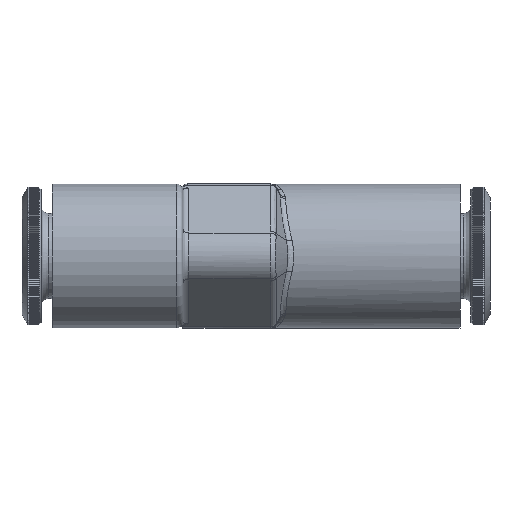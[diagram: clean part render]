
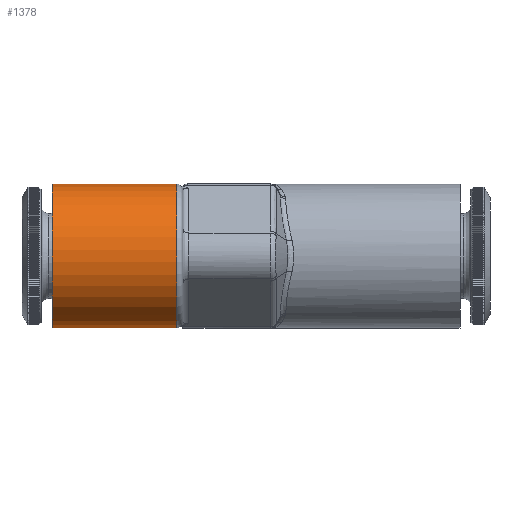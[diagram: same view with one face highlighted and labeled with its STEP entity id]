
A CAD part, left-side view. The second image highlights one B-rep face of the part: STEP entity #1378.
In plain terms, the highlighted cylindrical face has radius 6 mm (diameter 12 mm), a partial arc.
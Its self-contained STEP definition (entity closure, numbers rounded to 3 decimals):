
#483=CARTESIAN_POINT('',(-4.568,25.577,5.759));
#484=VERTEX_POINT('',#483);
#513=CARTESIAN_POINT('',(-4.267,25.723,5.663));
#514=VERTEX_POINT('',#513);
#521=CARTESIAN_POINT('',(-4.568,25.577,5.759));
#522=CARTESIAN_POINT('',(-4.511,25.636,5.743));
#523=CARTESIAN_POINT('',(-4.442,25.677,5.722));
#524=CARTESIAN_POINT('',(-4.364,25.701,5.696));
#525=CARTESIAN_POINT('',(-4.332,25.711,5.685));
#526=CARTESIAN_POINT('',(-4.299,25.719,5.674));
#527=CARTESIAN_POINT('',(-4.267,25.723,5.663));
#528=B_SPLINE_CURVE_WITH_KNOTS('',3,(#521,#522,#523,#524,#525,#526,#527),.UNSPECIFIED.,.F.,.U.,(4,3,4),(0.032,0.056,0.066),.UNSPECIFIED.);
#529=EDGE_CURVE('',#484,#514,#528,.T.);
#1248=CARTESIAN_POINT('',(-4.649,25.679,5.782));
#1249=VERTEX_POINT('',#1248);
#1250=CARTESIAN_POINT('',(-5.793,26.1,5.983));
#1251=VERTEX_POINT('',#1250);
#1252=CARTESIAN_POINT('',(-4.649,25.679,5.782));
#1253=CARTESIAN_POINT('',(-4.709,25.745,5.799));
#1254=CARTESIAN_POINT('',(-4.826,25.844,5.83));
#1255=CARTESIAN_POINT('',(-5.02,25.951,5.873));
#1256=CARTESIAN_POINT('',(-5.185,26.014,5.905));
#1257=CARTESIAN_POINT('',(-5.373,26.063,5.937));
#1258=CARTESIAN_POINT('',(-5.519,26.085,5.956));
#1259=CARTESIAN_POINT('',(-5.667,26.097,5.972));
#1260=CARTESIAN_POINT('',(-5.737,26.1,5.978));
#1261=CARTESIAN_POINT('',(-5.79,26.1,5.982));
#1262=CARTESIAN_POINT('',(-5.794,26.1,5.983));
#1263=B_SPLINE_CURVE_WITH_KNOTS('',3,(#1252,#1253,#1254,#1255,#1256,#1257,#1258,#1259,#1260,#1261,#1262),.UNSPECIFIED.,.F.,.U.,(4,1,1,1,1,1,1,1,4),(0.116,0.142,0.16,0.178,0.192,0.215,0.219,0.233,0.234),.UNSPECIFIED.);
#1264=EDGE_CURVE('',#1249,#1251,#1263,.T.);
#1295=CARTESIAN_POINT('',(-4.568,25.577,5.759));
#1296=CARTESIAN_POINT('',(-4.573,25.585,5.761));
#1297=CARTESIAN_POINT('',(-4.598,25.62,5.768));
#1298=CARTESIAN_POINT('',(-4.626,25.654,5.776));
#1299=CARTESIAN_POINT('',(-4.649,25.679,5.782));
#1300=B_SPLINE_CURVE_WITH_KNOTS('',3,(#1295,#1296,#1297,#1298,#1299),.UNSPECIFIED.,.F.,.U.,(4,1,4),(0.103,0.106,0.116),.UNSPECIFIED.);
#1301=EDGE_CURVE('',#484,#1249,#1300,.T.);
#1306=CARTESIAN_POINT('',(-6.25,31.05,0.0));
#1307=DIRECTION('',(0.,1.0,0.0));
#1308=DIRECTION('',(-1.0,0.0,0.0));
#1309=AXIS2_PLACEMENT_3D('',#1306,#1307,#1308);
#1310=CYLINDRICAL_SURFACE('',#1309,6.);
#1311=CARTESIAN_POINT('',(-5.793,26.1,-5.983));
#1312=VERTEX_POINT('',#1311);
#1313=CARTESIAN_POINT('',(-4.649,25.679,-5.782));
#1314=VERTEX_POINT('',#1313);
#1315=CARTESIAN_POINT('',(-5.793,26.1,-5.983));
#1316=CARTESIAN_POINT('',(-5.623,26.1,-5.97));
#1317=CARTESIAN_POINT('',(-5.452,26.082,-5.949));
#1318=CARTESIAN_POINT('',(-5.289,26.041,-5.923));
#1319=CARTESIAN_POINT('',(-5.043,25.978,-5.883));
#1320=CARTESIAN_POINT('',(-4.812,25.859,-5.828));
#1321=CARTESIAN_POINT('',(-4.649,25.679,-5.782));
#1322=B_SPLINE_CURVE_WITH_KNOTS('',3,(#1315,#1316,#1317,#1318,#1319,#1320,#1321),.UNSPECIFIED.,.F.,.U.,(4,3,4),(-0.234,-0.187,-0.116),.UNSPECIFIED.);
#1323=EDGE_CURVE('',#1312,#1314,#1322,.T.);
#1324=ORIENTED_EDGE('',*,*,#1323,.F.);
#1325=CARTESIAN_POINT('',(-6.25,26.1,0.0));
#1326=DIRECTION('',(0.0,-1.0,0.0));
#1327=DIRECTION('',(-1.0,0.0,0.0));
#1328=AXIS2_PLACEMENT_3D('',#1325,#1326,#1327);
#1329=CIRCLE('',#1328,6.);
#1330=EDGE_CURVE('',#1251,#1312,#1329,.T.);
#1331=ORIENTED_EDGE('',*,*,#1330,.F.);
#1332=ORIENTED_EDGE('',*,*,#1264,.F.);
#1333=ORIENTED_EDGE('',*,*,#1301,.F.);
#1334=ORIENTED_EDGE('',*,*,#529,.T.);
#1335=CARTESIAN_POINT('',(-2.053,26.223,4.288));
#1336=VERTEX_POINT('',#1335);
#1337=CARTESIAN_POINT('',(-6.25,27.784,0.0));
#1338=DIRECTION('',(0.,0.94,0.342));
#1339=DIRECTION('',(0.,-0.342,0.94));
#1340=AXIS2_PLACEMENT_3D('',#1337,#1338,#1339);
#1341=ELLIPSE('',#1340,6.385,6.);
#1342=EDGE_CURVE('',#514,#1336,#1341,.T.);
#1343=ORIENTED_EDGE('',*,*,#1342,.T.);
#1344=CARTESIAN_POINT('',(-2.053,36.5,4.288));
#1345=VERTEX_POINT('',#1344);
#1346=CARTESIAN_POINT('',(-2.053,36.5,4.288));
#1347=DIRECTION('',(0.0,-1.0,0.0));
#1348=VECTOR('',#1347,10.277);
#1349=LINE('',#1346,#1348);
#1350=EDGE_CURVE('',#1345,#1336,#1349,.T.);
#1351=ORIENTED_EDGE('',*,*,#1350,.F.);
#1352=CARTESIAN_POINT('',(-2.053,36.5,-4.288));
#1353=VERTEX_POINT('',#1352);
#1354=CARTESIAN_POINT('',(-6.25,36.5,0.0));
#1355=DIRECTION('',(0.0,1.0,0.0));
#1356=DIRECTION('',(-1.0,0.0,0.0));
#1357=AXIS2_PLACEMENT_3D('',#1354,#1355,#1356);
#1358=CIRCLE('',#1357,6.);
#1359=EDGE_CURVE('',#1353,#1345,#1358,.T.);
#1360=ORIENTED_EDGE('',*,*,#1359,.F.);
#1361=CARTESIAN_POINT('',(-2.053,26.223,-4.288));
#1362=VERTEX_POINT('',#1361);
#1363=CARTESIAN_POINT('',(-2.053,36.5,-4.288));
#1364=DIRECTION('',(0.0,-1.0,0.0));
#1365=VECTOR('',#1364,10.277);
#1366=LINE('',#1363,#1365);
#1367=EDGE_CURVE('',#1353,#1362,#1366,.T.);
#1368=ORIENTED_EDGE('',*,*,#1367,.T.);
#1369=CARTESIAN_POINT('',(-6.25,27.784,0.0));
#1370=DIRECTION('',(0.,0.94,-0.342));
#1371=DIRECTION('',(0.,0.342,0.94));
#1372=AXIS2_PLACEMENT_3D('',#1369,#1370,#1371);
#1373=ELLIPSE('',#1372,6.385,6.);
#1374=EDGE_CURVE('',#1314,#1362,#1373,.F.);
#1375=ORIENTED_EDGE('',*,*,#1374,.F.);
#1376=EDGE_LOOP('',(#1324,#1331,#1332,#1333,#1334,#1343,#1351,#1360,#1368,#1375));
#1377=FACE_OUTER_BOUND('',#1376,.T.);
#1378=ADVANCED_FACE('',(#1377),#1310,.T.);
